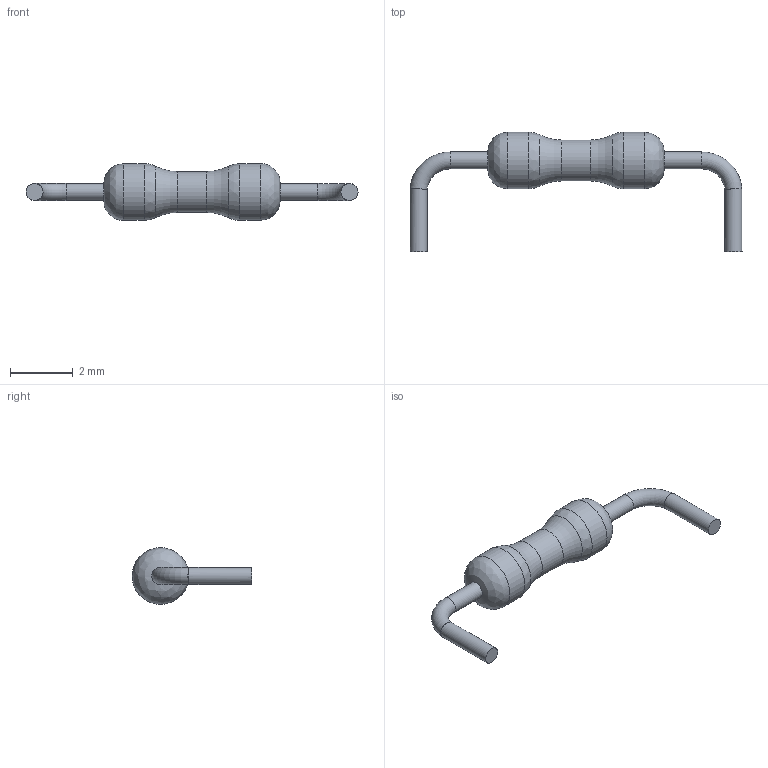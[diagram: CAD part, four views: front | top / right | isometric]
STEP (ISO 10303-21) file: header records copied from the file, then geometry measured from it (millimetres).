
FILE_DESCRIPTION(/* description */ (''),/* implementation_level */ '2;1');
FILE_NAME(/* name */ 'Resistor Metal Film 0.25W.step',/* time_stamp */ '2019-10-29T03:21:26+11:00',/* author */ (''),/* organization */ (''),/* preprocessor_version */ 'ST-DEVELOPER v18',/* originating_system */ 'Autodesk Translation Framework v8.6.0.1094',/* authorisation */ '');
FILE_SCHEMA (('AUTOMOTIVE_DESIGN { 1 0 10303 214 3 1 1 }'));
Length unit declared in the file: millimetre
Products named in the file (1): Resistor Metal Film 0.25W
Bounding box: 10.54 x 3.8 x 1.8 mm (x, y, z)
Volume: 14.3 mm3; surface area: 56.3 mm2
Topology: 2 solids, 2 shells, 20 faces, 47 edges, 31 vertices
Faces by surface type: cylinder 8, plane 4, torus 4, bspline 4
Full cylindrical faces by diameter (mm): 0.54 x3, 1.3 x1, 1.8 x2
Entity records: 771 total; most frequent: CARTESIAN_POINT 255, DIRECTION 114, ORIENTED_EDGE 94, AXIS2_PLACEMENT_3D 54, EDGE_CURVE 47, CIRCLE 35, VERTEX_POINT 31, FACE_OUTER_BOUND 20
